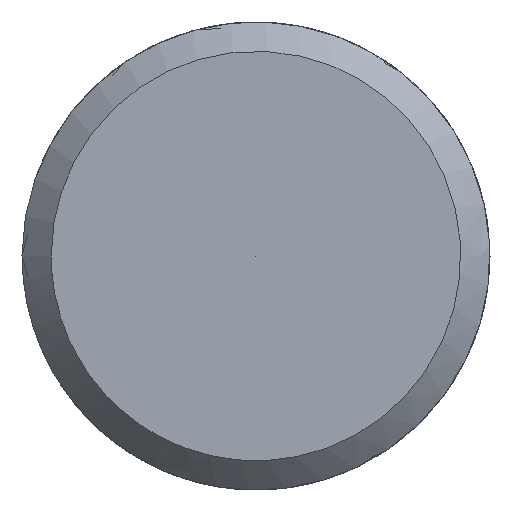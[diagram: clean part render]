
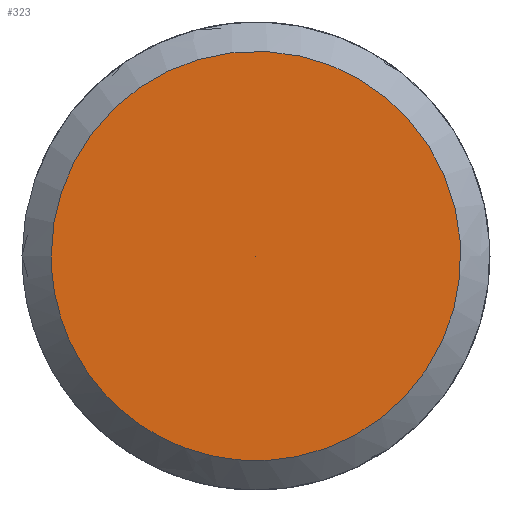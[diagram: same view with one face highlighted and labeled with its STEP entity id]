
A CAD part, left-side view. The second image highlights one B-rep face of the part: STEP entity #323.
In plain terms, the highlighted free-form (B-spline) face has degree [5, 1] with [6, 2] control points.
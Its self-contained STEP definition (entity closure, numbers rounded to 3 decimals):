
#251 = CARTESIAN_POINT ('', (-50., 1.75, 0.));
#252 = VERTEX_POINT ('', #251);
#260 = CARTESIAN_POINT ('', (-50., 1.75, 0.));
#261 = CARTESIAN_POINT ('', (-50., 1.75, 7.));
#262 = CARTESIAN_POINT ('', (-50., -5.25, 3.5));
#263 = CARTESIAN_POINT ('', (-50., -5.25, -3.5));
#264 = CARTESIAN_POINT ('', (-50., 1.75, -7.));
#265 = CARTESIAN_POINT ('', (-50., 1.75, 0.));
#266 = (
   BOUNDED_CURVE ()
   B_SPLINE_CURVE (5, (#260, #261, #262, #263, #264, #265), .UNSPECIFIED., .T., .U.)
   B_SPLINE_CURVE_WITH_KNOTS ((6, 6), (0., 1.), .UNSPECIFIED.)
   CURVE ()
   GEOMETRIC_REPRESENTATION_ITEM ()
   RATIONAL_B_SPLINE_CURVE ((5., 1., 1., 1., 1., 5.))
   REPRESENTATION_ITEM ('')
);
#267 = EDGE_CURVE ('', #252, #252, #266, .T.);
#299 = CARTESIAN_POINT ('', (-50., 0., 0.));
#300 = VERTEX_POINT ('', #299);
#301 = CARTESIAN_POINT ('', (-50., 0., 0.));
#302 = CARTESIAN_POINT ('', (-50., 1.75, 0.));
#303 = B_SPLINE_CURVE_WITH_KNOTS ('', 1, (#301, #302), .UNSPECIFIED., .F., .U., (2, 2), (0., 1.), .UNSPECIFIED.);
#304 = EDGE_CURVE ('', #300, #252, #303, .T.);
#305 = ORIENTED_EDGE ('', *, *, #304, .F.);
#306 = ORIENTED_EDGE ('', *, *, #304, .T.);
#307 = ORIENTED_EDGE ('', *, *, #267, .F.);
#308 = EDGE_LOOP ('', (#305, #306, #307));
#309 = FACE_OUTER_BOUND ('', #308, .T.);
#310 = CARTESIAN_POINT ('', (-50., 0., 0.));
#311 = CARTESIAN_POINT ('', (-50., 1.75, 0.));
#312 = CARTESIAN_POINT ('', (-50., 0., 0.));
#313 = CARTESIAN_POINT ('', (-50., 1.75, 7.));
#314 = CARTESIAN_POINT ('', (-50., 0., 0.));
#315 = CARTESIAN_POINT ('', (-50., -5.25, 3.5));
#316 = CARTESIAN_POINT ('', (-50., 0., 0.));
#317 = CARTESIAN_POINT ('', (-50., -5.25, -3.5));
#318 = CARTESIAN_POINT ('', (-50., 0., 0.));
#319 = CARTESIAN_POINT ('', (-50., 1.75, -7.));
#320 = CARTESIAN_POINT ('', (-50., 0., 0.));
#321 = CARTESIAN_POINT ('', (-50., 1.75, 0.));
#322 = (
   BOUNDED_SURFACE ()
   B_SPLINE_SURFACE (5, 1, ((#310, #311), (#312, #313), (#314, #315), (#316, #317), (#318, #319), (#320, #321)), .UNSPECIFIED., .T., .F., .U.)
   B_SPLINE_SURFACE_WITH_KNOTS ((6, 6), (2, 2), (0., 1.), (0., 1.), .UNSPECIFIED.)
   SURFACE ()
   GEOMETRIC_REPRESENTATION_ITEM ()
   RATIONAL_B_SPLINE_SURFACE (((5., 5.), (1., 1.), (1., 1.), (1., 1.), (1., 1.), (5., 5.)))
   REPRESENTATION_ITEM ('')
);
#323 = ADVANCED_FACE ('', (#309), #322, .T.);
